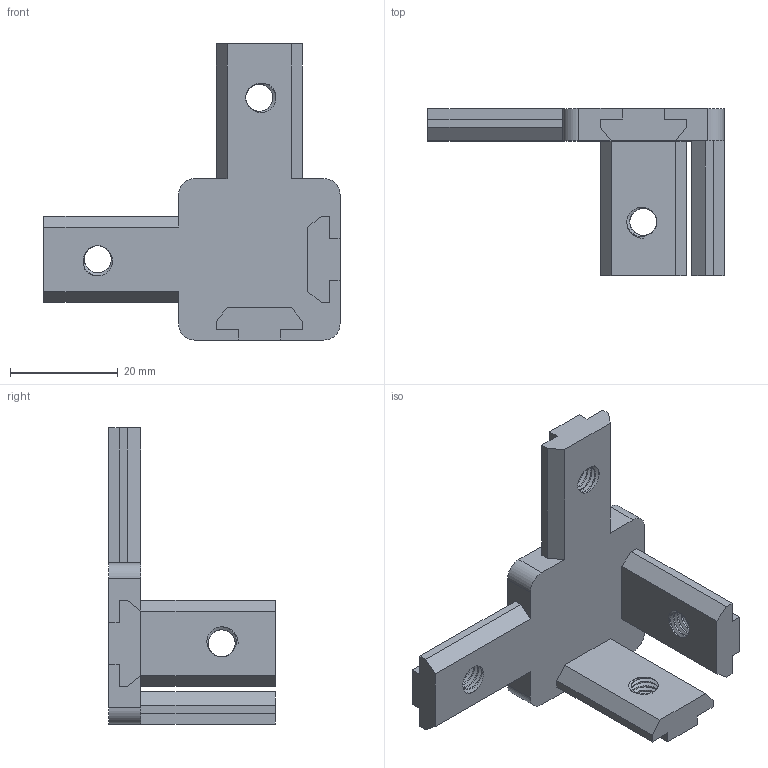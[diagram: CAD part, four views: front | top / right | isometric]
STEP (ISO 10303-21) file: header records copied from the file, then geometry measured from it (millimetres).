
FILE_DESCRIPTION(/* description */ (''),/* implementation_level */ '2;1');
FILE_NAME(/* name */ '3030_3way_konektor_Sharplayers.step',/* time_stamp */ '2022-05-12T00:33:15+02:00',/* author */ (''),/* organization */ (''),/* preprocessor_version */ 'ST-DEVELOPER v18.1',/* originating_system */ 'Autodesk Translation Framework v10.14.0.1471',/* authorisation */ '');
FILE_SCHEMA (('AUTOMOTIVE_DESIGN { 1 0 10303 214 3 1 1 }'));
Length unit declared in the file: millimetre
Products named in the file (1): 3030 konektor
Bounding box: 55 x 31 x 55 mm (x, y, z)
Volume: 12243.6 mm3; surface area: 7108.7 mm2
Topology: 1 solids, 1 shells, 114 faces, 336 edges, 224 vertices
Faces by surface type: cylinder 60, plane 46, bspline 8
Full cylindrical faces by diameter (mm): 5.035 x12, 6.147 x4
Entity records: 7841 total; most frequent: CARTESIAN_POINT 5003, ORIENTED_EDGE 672, DIRECTION 446, EDGE_CURVE 336, VERTEX_POINT 224, LINE 184, VECTOR 184, AXIS2_PLACEMENT_3D 131
